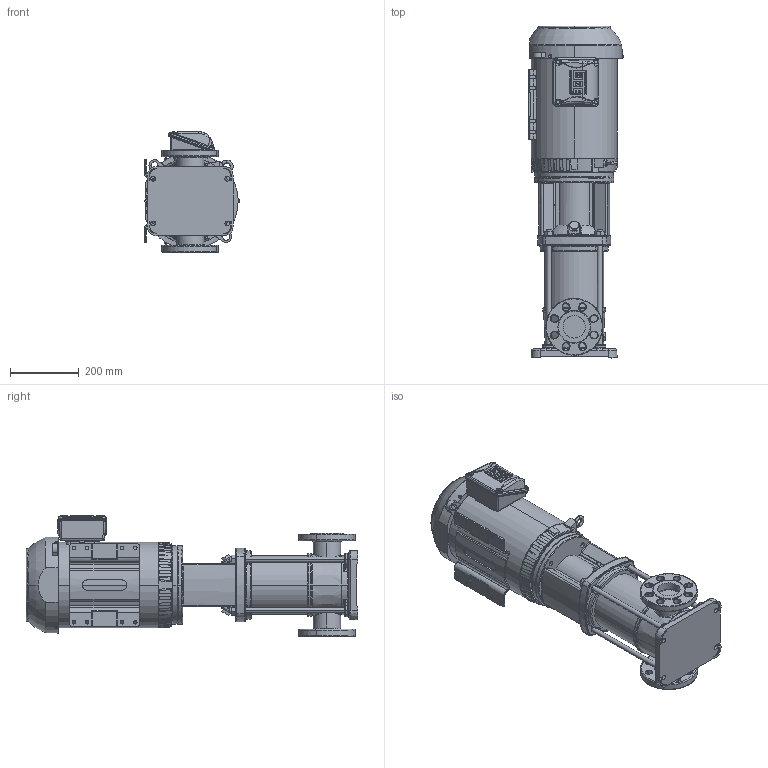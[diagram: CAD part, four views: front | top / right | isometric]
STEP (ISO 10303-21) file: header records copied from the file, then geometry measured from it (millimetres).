
FILE_DESCRIPTION (( 'STEP AP203' ), '1' );
FILE_NAME ('3350073 - MVI-75-4-7.5 HP-213TC-304-E-575~3.step', '2022-03-30T22:10:53', ( '' ), ( '' ), 'SwSTEP 2.0', 'SolidWorks 2021', '' );
FILE_SCHEMA (( 'CONFIG_CONTROL_DESIGN' ));
Length unit declared in the file: inch
Products named in the file (5): sbi_n_15-4_flange(NEMA); MVI PEO - [304-EPDM]_3304073 - MVI-75-4-7.5 HP-213TC-304-E-S; 2700097 - NEMA V2 7.5 HP 213_5TC 575~3 TEFC; TEFC MOTOR_2700097 - NEMA V2 7.5 HP 213_5TC 575~3 TEFC W; 3350073 - MVI-75-4-7.5 HP-213TC-304-E-575~3
Assembly tree (4 placements, depth 3):
  3350073 - MVI-75-4-7.5 HP-213TC-304-E-575~3
    MVI PEO - [304-EPDM]_3304073 - MVI-75-4-7.5 HP-213TC-304-E-S
      sbi_n_15-4_flange(NEMA)
    TEFC MOTOR_2700097 - NEMA V2 7.5 HP 213_5TC 575~3 TEFC W
      2700097 - NEMA V2 7.5 HP 213_5TC 575~3 TEFC
Bounding box: 276.99 x 963.09 x 352.52 mm (x, y, z)
Volume: 36617780.1 mm3; surface area: 1757067.1 mm2
Topology: 23 solids, 39 shells, 4244 faces, 11225 edges, 7313 vertices
Faces by surface type: plane 1969, cylinder 1554, bspline 412, cone 195, torus 108, sphere 6
Entity records: 171209 total; most frequent: CARTESIAN_POINT 68149, ORIENTED_EDGE 22396, DIRECTION 20232, EDGE_CURVE 11198, VERTEX_POINT 7311, AXIS2_PLACEMENT_3D 7220, VECTOR 5792, LINE 5792
